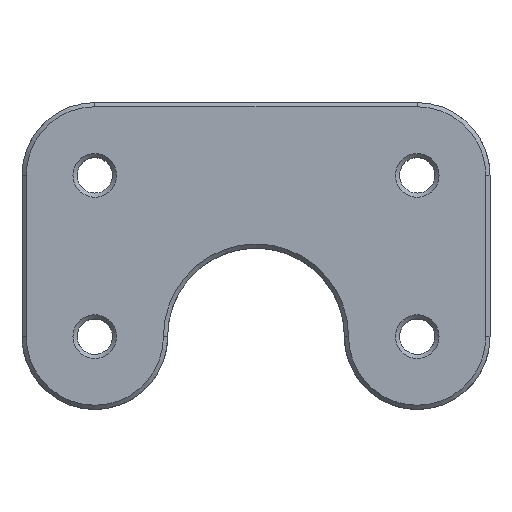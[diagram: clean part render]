
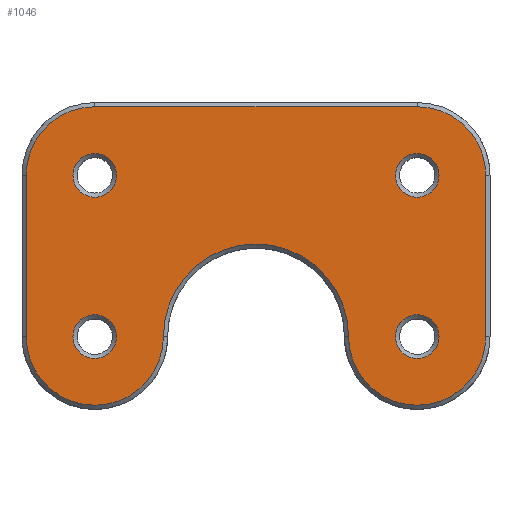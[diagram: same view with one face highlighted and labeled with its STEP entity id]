
A CAD part, top view. The second image highlights one B-rep face of the part: STEP entity #1046.
In plain terms, the highlighted planar face has unit normal (0, 0, 1).
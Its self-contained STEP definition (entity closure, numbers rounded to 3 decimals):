
#208 = VERTEX_POINT('',#209);
#209 = CARTESIAN_POINT('',(22.1,6.,-80.));
#217 = VERTEX_POINT('',#218);
#218 = CARTESIAN_POINT('',(8.9,6.,-80.));
#224 = EDGE_CURVE('',#208,#217,#225,.T.);
#225 = CIRCLE('',#226,6.6);
#226 = AXIS2_PLACEMENT_3D('',#227,#228,#229);
#227 = CARTESIAN_POINT('',(15.5,6.,-80.));
#228 = DIRECTION('',(0.,-0.,-1.));
#229 = DIRECTION('',(1.,0.,0.));
#533 = VERTEX_POINT('',#534);
#534 = CARTESIAN_POINT('',(22.1,21.5,-80.));
#542 = EDGE_CURVE('',#533,#208,#543,.T.);
#543 = LINE('',#544,#545);
#544 = CARTESIAN_POINT('',(22.1,21.5,-80.));
#545 = VECTOR('',#546,1.);
#546 = DIRECTION('',(-0.,-1.,-0.));
#1046 = ADVANCED_FACE('',(#1047,#1101,#1112,#1123,#1134),#1145,.T.);
#1047 = FACE_BOUND('',#1048,.T.);
#1048 = EDGE_LOOP('',(#1049,#1058,#1059,#1060,#1069,#1077,#1086,#1094));
#1049 = ORIENTED_EDGE('',*,*,#1050,.F.);
#1050 = EDGE_CURVE('',#217,#1051,#1053,.T.);
#1051 = VERTEX_POINT('',#1052);
#1052 = CARTESIAN_POINT('',(-8.9,6.,-80.));
#1053 = CIRCLE('',#1054,8.9);
#1054 = AXIS2_PLACEMENT_3D('',#1055,#1056,#1057);
#1055 = CARTESIAN_POINT('',(0.,6.,-80.));
#1056 = DIRECTION('',(0.,0.,1.));
#1057 = DIRECTION('',(1.,0.,-0.));
#1058 = ORIENTED_EDGE('',*,*,#224,.F.);
#1059 = ORIENTED_EDGE('',*,*,#542,.F.);
#1060 = ORIENTED_EDGE('',*,*,#1061,.F.);
#1061 = EDGE_CURVE('',#1062,#533,#1064,.T.);
#1062 = VERTEX_POINT('',#1063);
#1063 = CARTESIAN_POINT('',(15.5,28.1,-80.));
#1064 = CIRCLE('',#1065,6.6);
#1065 = AXIS2_PLACEMENT_3D('',#1066,#1067,#1068);
#1066 = CARTESIAN_POINT('',(15.5,21.5,-80.));
#1067 = DIRECTION('',(0.,0.,-1.));
#1068 = DIRECTION('',(0.,1.,0.));
#1069 = ORIENTED_EDGE('',*,*,#1070,.F.);
#1070 = EDGE_CURVE('',#1071,#1062,#1073,.T.);
#1071 = VERTEX_POINT('',#1072);
#1072 = CARTESIAN_POINT('',(-15.5,28.1,-80.));
#1073 = LINE('',#1074,#1075);
#1074 = CARTESIAN_POINT('',(-15.5,28.1,-80.));
#1075 = VECTOR('',#1076,1.);
#1076 = DIRECTION('',(1.,0.,0.));
#1077 = ORIENTED_EDGE('',*,*,#1078,.F.);
#1078 = EDGE_CURVE('',#1079,#1071,#1081,.T.);
#1079 = VERTEX_POINT('',#1080);
#1080 = CARTESIAN_POINT('',(-22.1,21.5,-80.));
#1081 = CIRCLE('',#1082,6.6);
#1082 = AXIS2_PLACEMENT_3D('',#1083,#1084,#1085);
#1083 = CARTESIAN_POINT('',(-15.5,21.5,-80.));
#1084 = DIRECTION('',(-0.,0.,-1.));
#1085 = DIRECTION('',(-1.,0.,0.));
#1086 = ORIENTED_EDGE('',*,*,#1087,.F.);
#1087 = EDGE_CURVE('',#1088,#1079,#1090,.T.);
#1088 = VERTEX_POINT('',#1089);
#1089 = CARTESIAN_POINT('',(-22.1,6.,-80.));
#1090 = LINE('',#1091,#1092);
#1091 = CARTESIAN_POINT('',(-22.1,6.,-80.));
#1092 = VECTOR('',#1093,1.);
#1093 = DIRECTION('',(0.,1.,0.));
#1094 = ORIENTED_EDGE('',*,*,#1095,.F.);
#1095 = EDGE_CURVE('',#1051,#1088,#1096,.T.);
#1096 = CIRCLE('',#1097,6.6);
#1097 = AXIS2_PLACEMENT_3D('',#1098,#1099,#1100);
#1098 = CARTESIAN_POINT('',(-15.5,6.,-80.));
#1099 = DIRECTION('',(0.,-0.,-1.));
#1100 = DIRECTION('',(1.,0.,0.));
#1101 = FACE_BOUND('',#1102,.T.);
#1102 = EDGE_LOOP('',(#1103));
#1103 = ORIENTED_EDGE('',*,*,#1104,.F.);
#1104 = EDGE_CURVE('',#1105,#1105,#1107,.T.);
#1105 = VERTEX_POINT('',#1106);
#1106 = CARTESIAN_POINT('',(-13.4,6.,-80.));
#1107 = CIRCLE('',#1108,2.1);
#1108 = AXIS2_PLACEMENT_3D('',#1109,#1110,#1111);
#1109 = CARTESIAN_POINT('',(-15.5,6.,-80.));
#1110 = DIRECTION('',(0.,0.,1.));
#1111 = DIRECTION('',(1.,0.,-0.));
#1112 = FACE_BOUND('',#1113,.T.);
#1113 = EDGE_LOOP('',(#1114));
#1114 = ORIENTED_EDGE('',*,*,#1115,.F.);
#1115 = EDGE_CURVE('',#1116,#1116,#1118,.T.);
#1116 = VERTEX_POINT('',#1117);
#1117 = CARTESIAN_POINT('',(17.6,6.,-80.));
#1118 = CIRCLE('',#1119,2.1);
#1119 = AXIS2_PLACEMENT_3D('',#1120,#1121,#1122);
#1120 = CARTESIAN_POINT('',(15.5,6.,-80.));
#1121 = DIRECTION('',(0.,0.,1.));
#1122 = DIRECTION('',(1.,0.,-0.));
#1123 = FACE_BOUND('',#1124,.T.);
#1124 = EDGE_LOOP('',(#1125));
#1125 = ORIENTED_EDGE('',*,*,#1126,.F.);
#1126 = EDGE_CURVE('',#1127,#1127,#1129,.T.);
#1127 = VERTEX_POINT('',#1128);
#1128 = CARTESIAN_POINT('',(-13.4,21.5,-80.));
#1129 = CIRCLE('',#1130,2.1);
#1130 = AXIS2_PLACEMENT_3D('',#1131,#1132,#1133);
#1131 = CARTESIAN_POINT('',(-15.5,21.5,-80.));
#1132 = DIRECTION('',(0.,0.,1.));
#1133 = DIRECTION('',(1.,0.,-0.));
#1134 = FACE_BOUND('',#1135,.T.);
#1135 = EDGE_LOOP('',(#1136));
#1136 = ORIENTED_EDGE('',*,*,#1137,.F.);
#1137 = EDGE_CURVE('',#1138,#1138,#1140,.T.);
#1138 = VERTEX_POINT('',#1139);
#1139 = CARTESIAN_POINT('',(17.6,21.5,-80.));
#1140 = CIRCLE('',#1141,2.1);
#1141 = AXIS2_PLACEMENT_3D('',#1142,#1143,#1144);
#1142 = CARTESIAN_POINT('',(15.5,21.5,-80.));
#1143 = DIRECTION('',(0.,0.,1.));
#1144 = DIRECTION('',(1.,0.,-0.));
#1145 = PLANE('',#1146);
#1146 = AXIS2_PLACEMENT_3D('',#1147,#1148,#1149);
#1147 = CARTESIAN_POINT('',(0.,0.,-80.));
#1148 = DIRECTION('',(0.,0.,1.));
#1149 = DIRECTION('',(1.,0.,0.));
